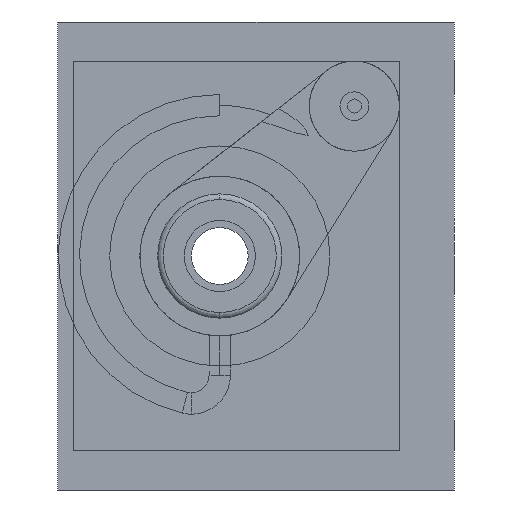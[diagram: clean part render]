
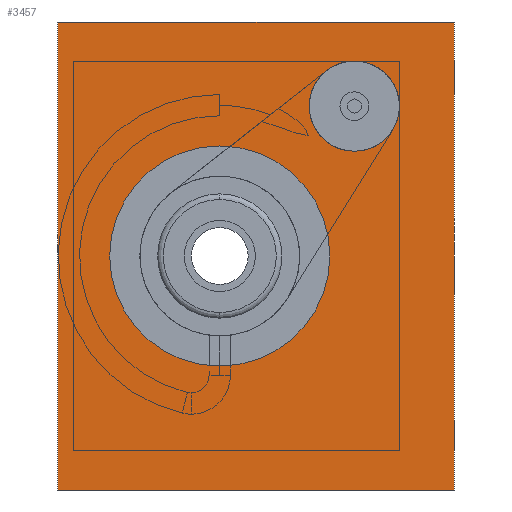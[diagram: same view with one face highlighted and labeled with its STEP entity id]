
A CAD part, left-side view. The second image highlights one B-rep face of the part: STEP entity #3457.
In plain terms, the highlighted planar face has unit normal (-1, 0, 0).
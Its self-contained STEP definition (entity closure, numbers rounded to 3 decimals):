
#16 = VERTEX_POINT ( 'NONE', #3778 ) ;
#135 = VERTEX_POINT ( 'NONE', #3337 ) ;
#167 = CIRCLE ( 'NONE', #2051, 1.27 ) ;
#232 = EDGE_CURVE ( 'NONE', #4478, #3031, #167, .T. ) ;
#273 = ORIENTED_EDGE ( 'NONE', *, *, #232, .T. ) ;
#276 = LINE ( 'NONE', #2621, #5143 ) ;
#464 = ORIENTED_EDGE ( 'NONE', *, *, #2486, .T. ) ;
#500 = DIRECTION ( 'NONE',  ( 0., 0., -1. ) ) ;
#546 = ORIENTED_EDGE ( 'NONE', *, *, #1125, .T. ) ;
#584 = EDGE_CURVE ( 'NONE', #135, #4622, #6428, .T. ) ;
#715 = ORIENTED_EDGE ( 'NONE', *, *, #584, .F. ) ;
#746 = EDGE_CURVE ( 'NONE', #16, #4622, #1356, .T. ) ;
#1125 = EDGE_CURVE ( 'NONE', #1622, #16, #5323, .T. ) ;
#1148 = EDGE_LOOP ( 'NONE', ( #715, #6183, #546, #5342 ) ) ;
#1183 = DIRECTION ( 'NONE',  ( 0., 0., -1. ) ) ;
#1226 = DIRECTION ( 'NONE',  ( 1., 0., 0. ) ) ;
#1356 = LINE ( 'NONE', #4785, #6113 ) ;
#1385 = CARTESIAN_POINT ( 'NONE',  ( -25.25, 6.61, -3.1 ) ) ;
#1458 = ORIENTED_EDGE ( 'NONE', *, *, #1682, .T. ) ;
#1622 = VERTEX_POINT ( 'NONE', #2498 ) ;
#1624 = CARTESIAN_POINT ( 'NONE',  ( -25.25, 0., -6.59 ) ) ;
#1630 = AXIS2_PLACEMENT_3D ( 'NONE', #5038, #5527, #4028 ) ;
#1682 = EDGE_CURVE ( 'NONE', #4931, #5288, #6325, .T. ) ;
#1961 = CARTESIAN_POINT ( 'NONE',  ( -25.25, 2.82, 2.95 ) ) ;
#1962 = CARTESIAN_POINT ( 'NONE',  ( -25.25, 2.82, 4.22 ) ) ;
#2051 = AXIS2_PLACEMENT_3D ( 'NONE', #1962, #2451, #5513 ) ;
#2067 = DIRECTION ( 'NONE',  ( 1., 0., 0. ) ) ;
#2270 = CARTESIAN_POINT ( 'NONE',  ( -25.25, 11.18, 0. ) ) ;
#2451 = DIRECTION ( 'NONE',  ( 1., 0., 0. ) ) ;
#2486 = EDGE_CURVE ( 'NONE', #3031, #4478, #5859, .T. ) ;
#2498 = CARTESIAN_POINT ( 'NONE',  ( -25.25, 11.18, 6.59 ) ) ;
#2571 = EDGE_LOOP ( 'NONE', ( #273, #464 ) ) ;
#2621 = CARTESIAN_POINT ( 'NONE',  ( -25.25, 11.18, 6.59 ) ) ;
#2628 = CARTESIAN_POINT ( 'NONE',  ( -25.25, 6.61, 0. ) ) ;
#2649 = CARTESIAN_POINT ( 'NONE',  ( -25.25, 2.82, 4.22 ) ) ;
#3031 = VERTEX_POINT ( 'NONE', #5022 ) ;
#3249 = PLANE ( 'NONE',  #4736 ) ;
#3337 = CARTESIAN_POINT ( 'NONE',  ( -25.25, 0., 6.59 ) ) ;
#3457 = ADVANCED_FACE ( 'NONE', ( #6230, #5300, #6304 ), #3249, .T. ) ;
#3754 = DIRECTION ( 'NONE',  ( 0., 0., -1. ) ) ;
#3778 = CARTESIAN_POINT ( 'NONE',  ( -25.25, 11.18, -6.59 ) ) ;
#3851 = DIRECTION ( 'NONE',  ( 0., -1., 0. ) ) ;
#3928 = EDGE_CURVE ( 'NONE', #5288, #4931, #5413, .T. ) ;
#3982 = EDGE_LOOP ( 'NONE', ( #1458, #5563 ) ) ;
#4028 = DIRECTION ( 'NONE',  ( 0., 0., -1. ) ) ;
#4112 = DIRECTION ( 'NONE',  ( 0., -1., 0. ) ) ;
#4291 = DIRECTION ( 'NONE',  ( 0., 0., 1. ) ) ;
#4313 = VECTOR ( 'NONE', #5848, 1000. ) ;
#4413 = CARTESIAN_POINT ( 'NONE',  ( -25.25, 11.18, 0. ) ) ;
#4478 = VERTEX_POINT ( 'NONE', #1961 ) ;
#4622 = VERTEX_POINT ( 'NONE', #1624 ) ;
#4736 = AXIS2_PLACEMENT_3D ( 'NONE', #2270, #6287, #4291 ) ;
#4785 = CARTESIAN_POINT ( 'NONE',  ( -25.25, 11.18, -6.59 ) ) ;
#4931 = VERTEX_POINT ( 'NONE', #5110 ) ;
#5017 = EDGE_CURVE ( 'NONE', #1622, #135, #276, .T. ) ;
#5022 = CARTESIAN_POINT ( 'NONE',  ( -25.25, 2.82, 5.49 ) ) ;
#5038 = CARTESIAN_POINT ( 'NONE',  ( -25.25, 6.61, 0. ) ) ;
#5099 = VECTOR ( 'NONE', #3754, 1000. ) ;
#5110 = CARTESIAN_POINT ( 'NONE',  ( -25.25, 6.61, 3.1 ) ) ;
#5143 = VECTOR ( 'NONE', #4112, 1000. ) ;
#5288 = VERTEX_POINT ( 'NONE', #1385 ) ;
#5300 = FACE_BOUND ( 'NONE', #2571, .T. ) ;
#5323 = LINE ( 'NONE', #4413, #4313 ) ;
#5342 = ORIENTED_EDGE ( 'NONE', *, *, #746, .T. ) ;
#5377 = AXIS2_PLACEMENT_3D ( 'NONE', #2649, #1226, #1183 ) ;
#5413 = CIRCLE ( 'NONE', #5904, 3.1 ) ;
#5513 = DIRECTION ( 'NONE',  ( 0., 0., -1. ) ) ;
#5527 = DIRECTION ( 'NONE',  ( 1., 0., 0. ) ) ;
#5563 = ORIENTED_EDGE ( 'NONE', *, *, #3928, .T. ) ;
#5848 = DIRECTION ( 'NONE',  ( 0., 0., -1. ) ) ;
#5859 = CIRCLE ( 'NONE', #5377, 1.27 ) ;
#5904 = AXIS2_PLACEMENT_3D ( 'NONE', #2628, #2067, #500 ) ;
#6113 = VECTOR ( 'NONE', #3851, 1000. ) ;
#6181 = CARTESIAN_POINT ( 'NONE',  ( -25.25, 0., 0. ) ) ;
#6183 = ORIENTED_EDGE ( 'NONE', *, *, #5017, .F. ) ;
#6230 = FACE_OUTER_BOUND ( 'NONE', #1148, .T. ) ;
#6287 = DIRECTION ( 'NONE',  ( -1., 0., 0. ) ) ;
#6304 = FACE_BOUND ( 'NONE', #3982, .T. ) ;
#6325 = CIRCLE ( 'NONE', #1630, 3.1 ) ;
#6428 = LINE ( 'NONE', #6181, #5099 ) ;
